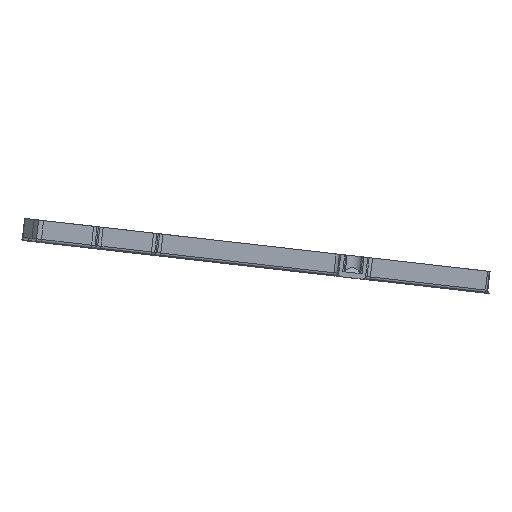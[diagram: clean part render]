
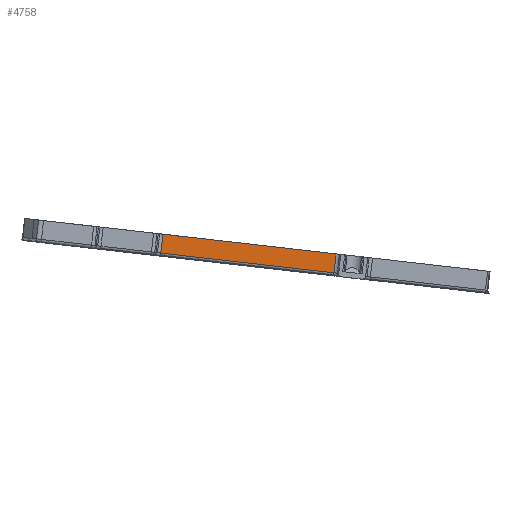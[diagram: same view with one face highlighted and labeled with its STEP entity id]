
A CAD part, front view. The second image highlights one B-rep face of the part: STEP entity #4758.
In plain terms, the highlighted planar face has unit normal (0, -1, 0).
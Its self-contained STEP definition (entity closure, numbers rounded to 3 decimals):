
#127=PLANE('',#5352);
#582=VECTOR('',#5762,1.);
#763=VECTOR('',#6580,1.);
#780=VECTOR('',#6658,1.);
#781=VECTOR('',#6660,1.);
#914=LINE('',#7544,#582);
#1095=LINE('',#9319,#763);
#1112=LINE('',#9403,#780);
#1113=LINE('',#9405,#781);
#1319=VERTEX_POINT('',#7543);
#1320=VERTEX_POINT('',#7545);
#1604=VERTEX_POINT('',#9306);
#1607=VERTEX_POINT('',#9315);
#1862=EDGE_CURVE('',#1320,#1319,#914,.T.);
#2325=EDGE_CURVE('',#1604,#1607,#1095,.T.);
#2363=EDGE_CURVE('',#1607,#1319,#1112,.T.);
#2364=EDGE_CURVE('',#1320,#1604,#1113,.T.);
#3420=ORIENTED_EDGE('',*,*,#2325,.F.);
#3421=ORIENTED_EDGE('',*,*,#2364,.F.);
#3422=ORIENTED_EDGE('',*,*,#1862,.T.);
#3423=ORIENTED_EDGE('',*,*,#2363,.F.);
#4156=EDGE_LOOP('',(#3420,#3421,#3422,#3423));
#4465=FACE_BOUND('',#4156,.T.);
#4758=ADVANCED_FACE('',(#4465),#127,.T.);
#5352=AXIS2_PLACEMENT_3D('',#9404,#6659,$);
#5762=DIRECTION('',(-0.994,0.,0.113));
#6580=DIRECTION('',(-0.994,0.,0.113));
#6658=DIRECTION('',(0.113,0.,0.994));
#6659=DIRECTION('',(0.,-1.,0.));
#6660=DIRECTION('',(-0.113,0.,-0.994));
#7543=CARTESIAN_POINT('',(115.482,89.748,20.288));
#7544=CARTESIAN_POINT('',(170.228,89.748,14.05));
#7545=CARTESIAN_POINT('',(170.228,89.748,14.05));
#9306=CARTESIAN_POINT('',(169.549,89.748,8.089));
#9315=CARTESIAN_POINT('',(114.803,89.748,14.326));
#9319=CARTESIAN_POINT('',(169.549,89.748,8.089));
#9403=CARTESIAN_POINT('',(114.803,89.748,14.326));
#9404=CARTESIAN_POINT('',(171.718,89.748,13.88));
#9405=CARTESIAN_POINT('',(170.228,89.748,14.05));
